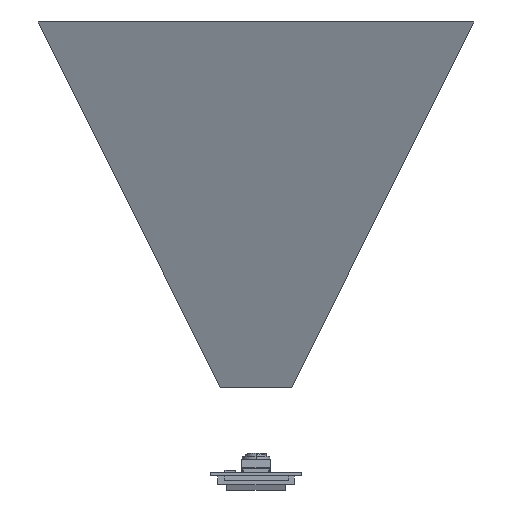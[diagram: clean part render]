
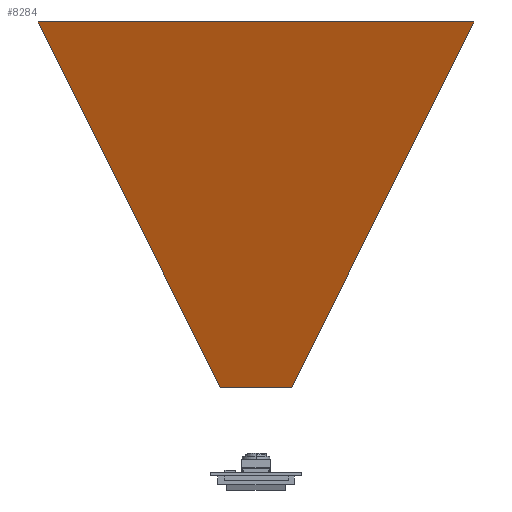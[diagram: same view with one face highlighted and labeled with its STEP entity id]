
A CAD part, top view. The second image highlights one B-rep face of the part: STEP entity #8284.
In plain terms, the highlighted planar face has unit normal (0, -0.342, 0.94).
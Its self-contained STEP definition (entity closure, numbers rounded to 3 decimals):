
#649 = LINE ( 'NONE', #16971, #1063 ) ;
#1063 = VECTOR ( 'NONE', #7879, 1000. ) ;
#1339 = VERTEX_POINT ( 'NONE', #8441 ) ;
#1478 = CARTESIAN_POINT ( 'NONE',  ( 59.599, 118.708, 43.676 ) ) ;
#2698 = CARTESIAN_POINT ( 'NONE',  ( 100., 18.708, 7.279 ) ) ;
#2971 = VERTEX_POINT ( 'NONE', #14171 ) ;
#3068 = DIRECTION ( 'NONE',  ( -0.424, -0.851, -0.31 ) ) ;
#3858 = VECTOR ( 'NONE', #10658, 1000. ) ;
#3937 = VERTEX_POINT ( 'NONE', #1478 ) ;
#6065 = EDGE_CURVE ( 'NONE', #3937, #8834, #6194, .T. ) ;
#6194 = LINE ( 'NONE', #6457, #15830 ) ;
#6280 = VECTOR ( 'NONE', #3068, 1000. ) ;
#6457 = CARTESIAN_POINT ( 'NONE',  ( 100., 118.708, 43.676 ) ) ;
#7137 = EDGE_CURVE ( 'NONE', #2971, #8834, #649, .T. ) ;
#7371 = DIRECTION ( 'NONE',  ( 0., 0.342, -0.94 ) ) ;
#7405 = AXIS2_PLACEMENT_3D ( 'NONE', #13899, #7371, #16494 ) ;
#7767 = CARTESIAN_POINT ( 'NONE',  ( -59.599, 118.708, 43.676 ) ) ;
#7879 = DIRECTION ( 'NONE',  ( -0.424, 0.851, 0.31 ) ) ;
#8284 = ADVANCED_FACE ( 'NONE', ( #16912 ), #9936, .F. ) ;
#8441 = CARTESIAN_POINT ( 'NONE',  ( 9.74, 18.708, 7.279 ) ) ;
#8565 = EDGE_CURVE ( 'NONE', #3937, #1339, #9782, .T. ) ;
#8834 = VERTEX_POINT ( 'NONE', #7767 ) ;
#8858 = ORIENTED_EDGE ( 'NONE', *, *, #7137, .F. ) ;
#9623 = ORIENTED_EDGE ( 'NONE', *, *, #8565, .F. ) ;
#9782 = LINE ( 'NONE', #16208, #6280 ) ;
#9936 = PLANE ( 'NONE',  #7405 ) ;
#10658 = DIRECTION ( 'NONE',  ( -1., 0., 0. ) ) ;
#10914 = LINE ( 'NONE', #2698, #3858 ) ;
#10982 = EDGE_LOOP ( 'NONE', ( #8858, #15832, #9623, #11784 ) ) ;
#11784 = ORIENTED_EDGE ( 'NONE', *, *, #6065, .T. ) ;
#13899 = CARTESIAN_POINT ( 'NONE',  ( 100., 18.708, 7.279 ) ) ;
#14171 = CARTESIAN_POINT ( 'NONE',  ( -9.74, 18.708, 7.279 ) ) ;
#14177 = EDGE_CURVE ( 'NONE', #1339, #2971, #10914, .T. ) ;
#14337 = DIRECTION ( 'NONE',  ( -1., 0., 0. ) ) ;
#15830 = VECTOR ( 'NONE', #14337, 1000. ) ;
#15832 = ORIENTED_EDGE ( 'NONE', *, *, #14177, .F. ) ;
#16208 = CARTESIAN_POINT ( 'NONE',  ( 25.987, 51.293, 19.139 ) ) ;
#16494 = DIRECTION ( 'NONE',  ( 0., 0.94, 0.342 ) ) ;
#16912 = FACE_OUTER_BOUND ( 'NONE', #10982, .T. ) ;
#16971 = CARTESIAN_POINT ( 'NONE',  ( 10.012, -20.91, -7.14 ) ) ;
